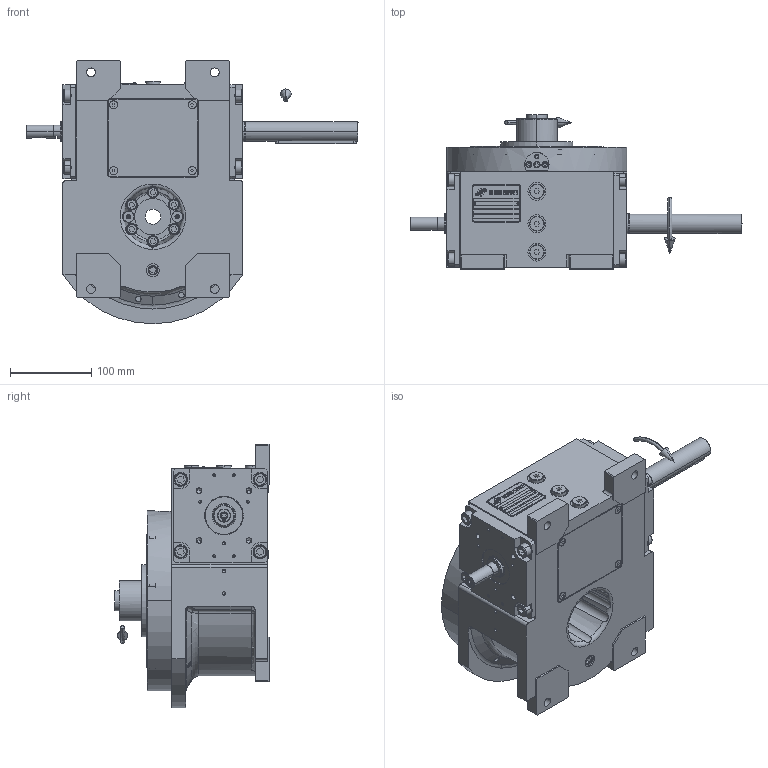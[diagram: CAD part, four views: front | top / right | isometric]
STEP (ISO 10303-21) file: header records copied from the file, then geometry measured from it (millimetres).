
FILE_DESCRIPTION (( 'STEP AP203' ), '1' );
FILE_NAME ('PC5201588.step', '2025-10-22T11:04:25', ( '' ), ( '' ), 'SwSTEP 2.0', 'SolidWorks 2020', '' );
FILE_SCHEMA (( 'CONFIG_CONTROL_DESIGN' ));
Length unit declared in the file: millimetre
Products named in the file (81): olio_agip_blasia_150; cfn2003_01_054; CFN2356_03_047.stp; AS_rig06_004; CFN2000_01_185.stp; cfn2128_19_002; cfn2476_01_002_60x46; cfn2115_02_161; cfn2151_01_290; CFN2203_02_001.stp; cfn2000_01_103; cfn2000_01_126; AS_rig06_014; cfn2158_01_010; cfn2128_04_004; cfn2000_01_124; cfn2104_01_004; RIG06_005_ASM.stp; rig06_014; cfn2107_01_001; cfn2104_01_016; rig06_005_n_01; cfn2155_01_056; RIG06_021_AF0.stp; cfn2158_01_011; cfn2151_01_109; rig06_004; CFN2223_01-570X6-B.stp; rig06_003_12; rig06_004_s_001; cfn2000_01_161; AS_cfn2476_01_002_60x46; CFN2010_02_002.stp; PC5201588; CFN2010_01_012.stp; AS_rig06_004_s_001; cfn2276_01_074; freccia_angolare; freccia_angolare_albero; cfn2155_01_303 ...
Assembly tree (73 placements, depth 5):
  olio_agip_blasia_150
  CFN2356_03_047.stp
  cfn2151_01_290
  CFN2203_02_001.stp
  cfn2158_01_010
Bounding box: 409.5 x 190 x 325 mm (x, y, z)
Volume: 2438605.1 mm3; surface area: 772229.2 mm2
Topology: 64 solids, 64 shells, 2054 faces, 5083 edges, 3245 vertices
Faces by surface type: plane 1026, cylinder 663, cone 335, torus 18, bspline 6, sphere 6
Entity records: 70276 total; most frequent: CARTESIAN_POINT 15340, DIRECTION 9816, ORIENTED_EDGE 9402, EDGE_CURVE 4701, AXIS2_PLACEMENT_3D 3398, VERTEX_POINT 3064, VECTOR 3020, LINE 3020
